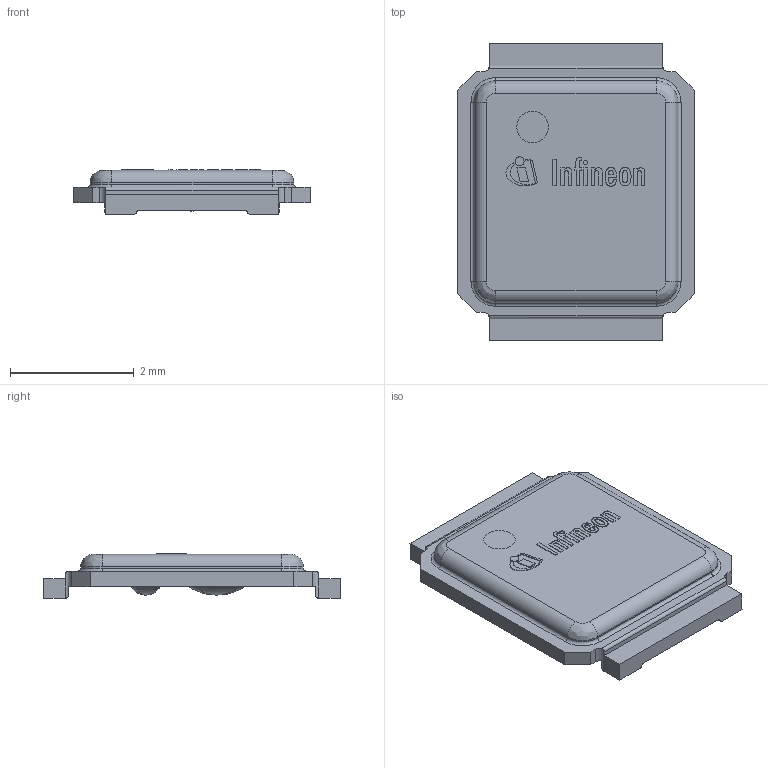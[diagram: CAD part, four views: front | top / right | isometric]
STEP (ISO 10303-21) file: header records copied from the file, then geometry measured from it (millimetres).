
FILE_DESCRIPTION(/* description */ (''),/* implementation_level */ '2;1');
FILE_NAME(/* name */ 'MG-WDSON-4-904.stp',/* time_stamp */ '2018-04-17T11:24:25+08:00',/* author */ ('mdsaid'),/* organization */ (''),/* preprocessor_version */ 'ST-DEVELOPER v15.2',/* originating_system */ 'Autodesk Inventor 2014',/* authorisation */ '');
FILE_SCHEMA (('AUTOMOTIVE_DESIGN { 1 0 10303 214 3 1 1 }'));
Length unit declared in the file: millimetre
Products named in the file (3): MG-WDSON-4-904_METAL; MG-WDSON-4-904_LOGO; MG-WDSON-4-904
Bounding box: 3.83 x 4.8 x 0.72 mm (x, y, z)
Volume: 6.1 mm3; surface area: 47.2 mm2
Topology: 13 solids, 13 shells, 343 faces, 888 edges, 569 vertices
Faces by surface type: cylinder 185, plane 126, bspline 20, torus 12
Full cylindrical faces by diameter (mm): 0.069 x1, 0.143 x1
Entity records: 11112 total; most frequent: CARTESIAN_POINT 2559, DIRECTION 1833, ORIENTED_EDGE 1756, EDGE_CURVE 878, AXIS2_PLACEMENT_3D 687, VERTEX_POINT 569, LINE 459, VECTOR 459
